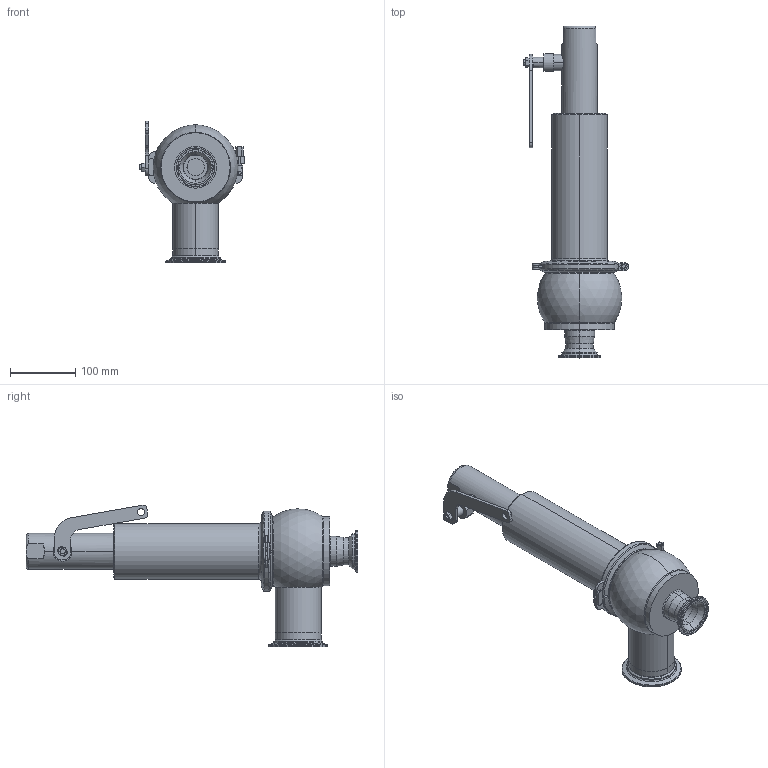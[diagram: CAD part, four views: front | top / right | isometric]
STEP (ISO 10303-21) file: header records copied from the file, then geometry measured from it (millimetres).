
FILE_DESCRIPTION((''),'2;1');
FILE_NAME('10001202561_G3D_000_ASM','2024-01-05T11:58:57',('SchmidtJ'),(''),'CREO PARAMETRIC BY PTC INC, 2020414','CREO PARAMETRIC BY PTC INC, 2020414','');
FILE_SCHEMA(('CONFIG_CONTROL_DESIGN'));
Length unit declared in the file: millimetre
Products named in the file (18): 10000484725_G3D_000; 10000538438_G3D_000; 10000460047_G3D_000; 10000566625_G3D_000; 10000459147_G3D_000; 10000459148_G3D_000; 10000459149_G3D_000; 10000459150_G3D_000; 10000459151_G3D_000; 10000459146_G3D_000_ASM; 10000459140_G3D_000; 10000459141_G3D_000; 10000459142_G3D_000; 10000459143_G3D_000; 10000459144_G3D_000; 10000459145_G3D_000; 10000459139_G3D_000_ASM; 10001202561_G3D_000_ASM
Assembly tree (18 placements, depth 3):
  10001202561_G3D_000_ASM
    10000484725_G3D_000
    10000538438_G3D_000
    10000460047_G3D_000
    10000566625_G3D_000
    10000459146_G3D_000_ASM
      10000459147_G3D_000
      10000459148_G3D_000
      10000459149_G3D_000  x2
      10000459150_G3D_000
      10000459151_G3D_000
    10000459139_G3D_000_ASM
      10000459140_G3D_000
      10000459141_G3D_000
      10000459142_G3D_000
      10000459143_G3D_000
      10000459144_G3D_000
      10000459145_G3D_000
Bounding box: 161.15 x 508.5 x 217.29 mm (x, y, z)
Volume: 823001.2 mm3; surface area: 379289 mm2
Topology: 17 solids, 17 shells, 379 faces, 848 edges, 528 vertices
Faces by surface type: cylinder 157, plane 119, cone 60, torus 40, sphere 3
Entity records: 11235 total; most frequent: CARTESIAN_POINT 2363, DIRECTION 1994, ORIENTED_EDGE 1648, AXIS2_PLACEMENT_3D 839, EDGE_CURVE 824, VERTEX_POINT 512, EDGE_LOOP 426, CIRCLE 424
